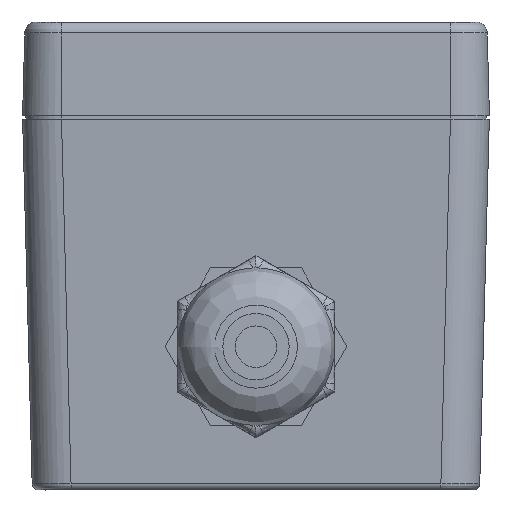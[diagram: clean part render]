
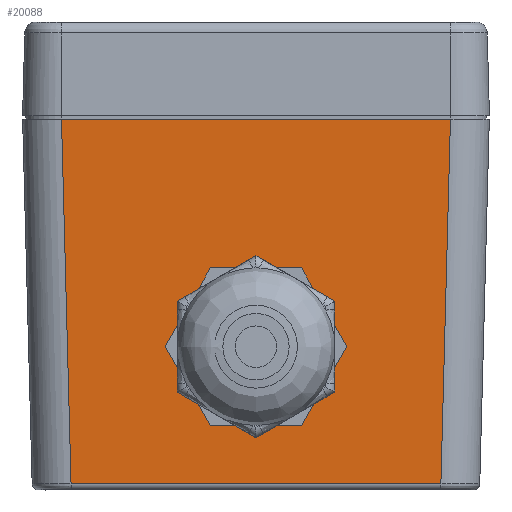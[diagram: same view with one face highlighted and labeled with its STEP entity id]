
A CAD part, front view. The second image highlights one B-rep face of the part: STEP entity #20088.
In plain terms, the highlighted face is planar.
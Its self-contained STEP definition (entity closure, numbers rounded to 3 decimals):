
#732=PLANE('',#21525);
#1427=LINE('',#29767,#3225);
#1439=LINE('',#30263,#3237);
#1441=LINE('',#30269,#3239);
#1442=LINE('',#30270,#3240);
#3225=VECTOR('',#23646,1000.);
#3237=VECTOR('',#23736,1000.);
#3239=VECTOR('',#23742,1000.);
#3240=VECTOR('',#23743,1000.);
#5705=FACE_BOUND('',#7203,.T.);
#5976=FACE_OUTER_BOUND('',#7202,.T.);
#7202=EDGE_LOOP('',(#14106,#14107,#14108,#14109));
#7203=EDGE_LOOP('',(#14110));
#8398=ELLIPSE('',#21222,8.153,8.15);
#8517=VERTEX_POINT('',#28357);
#8802=VERTEX_POINT('',#29745);
#8803=VERTEX_POINT('',#29766);
#8819=VERTEX_POINT('',#30262);
#8821=VERTEX_POINT('',#30268);
#10553=EDGE_CURVE('',#8517,#8517,#8398,.T.);
#10868=EDGE_CURVE('',#8802,#8803,#1427,.T.);
#10909=EDGE_CURVE('',#8819,#8802,#1439,.T.);
#10912=EDGE_CURVE('',#8821,#8803,#1441,.T.);
#10913=EDGE_CURVE('',#8819,#8821,#1442,.T.);
#14106=ORIENTED_EDGE('',*,*,#10912,.T.);
#14107=ORIENTED_EDGE('',*,*,#10868,.F.);
#14108=ORIENTED_EDGE('',*,*,#10909,.F.);
#14109=ORIENTED_EDGE('',*,*,#10913,.T.);
#14110=ORIENTED_EDGE('',*,*,#10553,.T.);
#20088=ADVANCED_FACE('',(#5976,#5705),#732,.T.);
#21222=AXIS2_PLACEMENT_3D('',#28358,#23004,#23005);
#21525=AXIS2_PLACEMENT_3D('',#30267,#23740,#23741);
#23004=DIRECTION('center_axis',(-1.,0.,
-0.026));
#23005=DIRECTION('ref_axis',(-0.026,0.,1.));
#23646=DIRECTION('',(0.,1.,0.));
#23736=DIRECTION('',(-0.026,0.026,0.999));
#23740=DIRECTION('center_axis',(1.,0.,
0.026));
#23741=DIRECTION('ref_axis',(0.026,0.,-1.));
#23742=DIRECTION('',(-0.026,-0.026,0.999));
#23743=DIRECTION('',(0.,1.,0.));
#28357=CARTESIAN_POINT('',(95.136,0.007,28.617));
#28358=CARTESIAN_POINT('Origin',(94.923,0.007,36.767));
#29745=CARTESIAN_POINT('',(94.346,-29.741,58.847));
#29766=CARTESIAN_POINT('',(94.346,29.755,58.847));
#29767=CARTESIAN_POINT('',(94.346,0.007,58.847));
#30262=CARTESIAN_POINT('',(95.88,-31.275,0.148));
#30263=CARTESIAN_POINT('',(95.113,-30.508,29.463));
#30267=CARTESIAN_POINT('Origin',(95.945,37.608,-2.36));
#30268=CARTESIAN_POINT('',(95.88,31.289,0.148));
#30269=CARTESIAN_POINT('',(95.88,31.289,0.148));
#30270=CARTESIAN_POINT('',(95.88,37.608,0.148));
